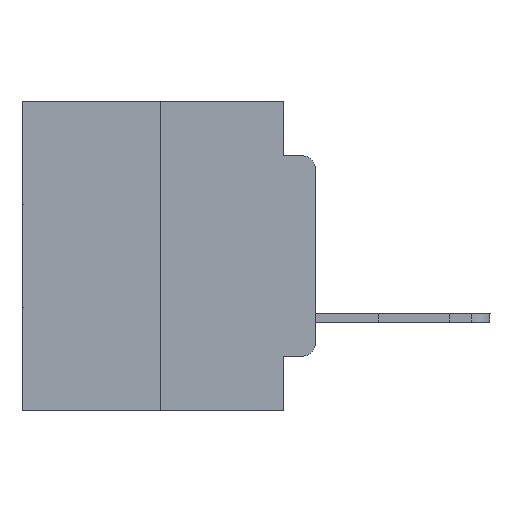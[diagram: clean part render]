
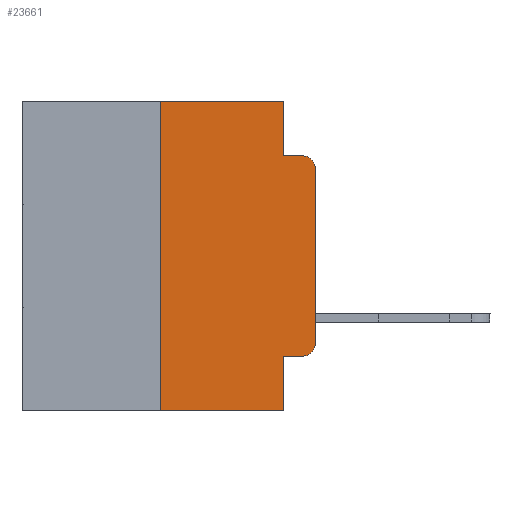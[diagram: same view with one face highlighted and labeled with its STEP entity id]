
A CAD part, left-side view. The second image highlights one B-rep face of the part: STEP entity #23661.
In plain terms, the highlighted planar face has unit normal (-1, 0, 0).
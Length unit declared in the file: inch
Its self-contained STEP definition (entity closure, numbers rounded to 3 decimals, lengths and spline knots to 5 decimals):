
#116 = CARTESIAN_POINT ( 'NONE',  ( 0., 0.473, 0. ) ) ;
#311 = VERTEX_POINT ( 'NONE', #9136 ) ;
#580 = LINE ( 'NONE', #4414, #19534 ) ;
#666 = CARTESIAN_POINT ( 'NONE',  ( 0., 0.25, 0. ) ) ;
#1034 = LINE ( 'NONE', #17775, #4734 ) ;
#1070 = CARTESIAN_POINT ( 'NONE',  ( 0., 0.051, -0.0885 ) ) ;
#1519 = CARTESIAN_POINT ( 'NONE',  ( 0., 0., -0.1085 ) ) ;
#1657 = DIRECTION ( 'NONE',  ( 0., -1., 0. ) ) ;
#1851 = EDGE_CURVE ( 'NONE', #2765, #311, #22058, .T. ) ;
#2081 = CIRCLE ( 'NONE', #5602, 0.02 ) ;
#2546 = ORIENTED_EDGE ( 'NONE', *, *, #18971, .F. ) ;
#2765 = VERTEX_POINT ( 'NONE', #11784 ) ;
#2836 = VERTEX_POINT ( 'NONE', #24169 ) ;
#3301 = CARTESIAN_POINT ( 'NONE',  ( 0., 0.25, -0.5 ) ) ;
#3683 = ORIENTED_EDGE ( 'NONE', *, *, #10911, .F. ) ;
#4094 = PLANE ( 'NONE',  #7065 ) ;
#4414 = CARTESIAN_POINT ( 'NONE',  ( 0., 0.051, 0. ) ) ;
#4673 = EDGE_CURVE ( 'NONE', #2765, #19721, #23434, .T. ) ;
#4734 = VECTOR ( 'NONE', #26207, 39.37008 ) ;
#5047 = CARTESIAN_POINT ( 'NONE',  ( 0., 0.25, 0. ) ) ;
#5214 = VERTEX_POINT ( 'NONE', #1519 ) ;
#5561 = DIRECTION ( 'NONE',  ( 0., -1., 0. ) ) ;
#5602 = AXIS2_PLACEMENT_3D ( 'NONE', #9024, #7221, #25539 ) ;
#5790 = LINE ( 'NONE', #22704, #25369 ) ;
#7065 = AXIS2_PLACEMENT_3D ( 'NONE', #116, #12478, #8492 ) ;
#7221 = DIRECTION ( 'NONE',  ( -1., 0., 0. ) ) ;
#7333 = EDGE_CURVE ( 'NONE', #19489, #10487, #580, .T. ) ;
#7587 = ORIENTED_EDGE ( 'NONE', *, *, #18501, .F. ) ;
#7678 = ORIENTED_EDGE ( 'NONE', *, *, #17680, .T. ) ;
#8265 = AXIS2_PLACEMENT_3D ( 'NONE', #17677, #11389, #15489 ) ;
#8472 = ORIENTED_EDGE ( 'NONE', *, *, #7333, .F. ) ;
#8492 = DIRECTION ( 'NONE',  ( 0., 0., -1. ) ) ;
#9024 = CARTESIAN_POINT ( 'NONE',  ( 0., 0.02, -0.1085 ) ) ;
#9136 = CARTESIAN_POINT ( 'NONE',  ( 0., 0.02, -0.4115 ) ) ;
#9173 = VECTOR ( 'NONE', #5561, 39.37008 ) ;
#9486 = VECTOR ( 'NONE', #18567, 39.37008 ) ;
#9790 = ORIENTED_EDGE ( 'NONE', *, *, #1851, .T. ) ;
#9796 = VECTOR ( 'NONE', #19826, 39.37008 ) ;
#9809 = CARTESIAN_POINT ( 'NONE',  ( 0., 0., 0. ) ) ;
#9966 = VECTOR ( 'NONE', #11383, 39.37008 ) ;
#10487 = VERTEX_POINT ( 'NONE', #1070 ) ;
#10911 = EDGE_CURVE ( 'NONE', #14309, #19489, #1034, .T. ) ;
#11383 = DIRECTION ( 'NONE',  ( 0., 0., 1. ) ) ;
#11389 = DIRECTION ( 'NONE',  ( -1., 0., 0. ) ) ;
#11737 = CARTESIAN_POINT ( 'NONE',  ( 0., 0., -0.3915 ) ) ;
#11784 = CARTESIAN_POINT ( 'NONE',  ( 0., 0.051, -0.4115 ) ) ;
#12335 = ORIENTED_EDGE ( 'NONE', *, *, #4673, .F. ) ;
#12371 = CARTESIAN_POINT ( 'NONE',  ( 0., 0.051, 0. ) ) ;
#12478 = DIRECTION ( 'NONE',  ( 1., 0., 0. ) ) ;
#12850 = EDGE_LOOP ( 'NONE', ( #7678, #21254, #2546, #8472, #3683, #7587, #20328, #12335, #9790, #21256 ) ) ;
#13872 = VERTEX_POINT ( 'NONE', #11737 ) ;
#14055 = LINE ( 'NONE', #9809, #9486 ) ;
#14075 = CARTESIAN_POINT ( 'NONE',  ( 0., 0.051, -0.4115 ) ) ;
#14309 = VERTEX_POINT ( 'NONE', #5047 ) ;
#14366 = VECTOR ( 'NONE', #23608, 39.37008 ) ;
#15130 = DIRECTION ( 'NONE',  ( 0., 0., -1. ) ) ;
#15489 = DIRECTION ( 'NONE',  ( 0., 0., -1. ) ) ;
#17497 = LINE ( 'NONE', #25672, #14366 ) ;
#17677 = CARTESIAN_POINT ( 'NONE',  ( 0., 0.02, -0.3915 ) ) ;
#17680 = EDGE_CURVE ( 'NONE', #13872, #5214, #14055, .T. ) ;
#17775 = CARTESIAN_POINT ( 'NONE',  ( 0., 0.473, 0. ) ) ;
#17815 = CARTESIAN_POINT ( 'NONE',  ( 0., 0.051, -0.5 ) ) ;
#18501 = EDGE_CURVE ( 'NONE', #26290, #14309, #26106, .T. ) ;
#18567 = DIRECTION ( 'NONE',  ( 0., 0., 1. ) ) ;
#18971 = EDGE_CURVE ( 'NONE', #10487, #2836, #17497, .T. ) ;
#18976 = EDGE_CURVE ( 'NONE', #5214, #2836, #2081, .T. ) ;
#19475 = EDGE_CURVE ( 'NONE', #26290, #19721, #5790, .T. ) ;
#19489 = VERTEX_POINT ( 'NONE', #12371 ) ;
#19534 = VECTOR ( 'NONE', #15130, 39.37008 ) ;
#19721 = VERTEX_POINT ( 'NONE', #17815 ) ;
#19779 = EDGE_CURVE ( 'NONE', #311, #13872, #21438, .T. ) ;
#19826 = DIRECTION ( 'NONE',  ( 0., 0., -1. ) ) ;
#20328 = ORIENTED_EDGE ( 'NONE', *, *, #19475, .T. ) ;
#21254 = ORIENTED_EDGE ( 'NONE', *, *, #18976, .T. ) ;
#21256 = ORIENTED_EDGE ( 'NONE', *, *, #19779, .T. ) ;
#21438 = CIRCLE ( 'NONE', #8265, 0.02 ) ;
#22058 = LINE ( 'NONE', #14075, #9173 ) ;
#22704 = CARTESIAN_POINT ( 'NONE',  ( 0., 0.473, -0.5 ) ) ;
#22950 = FACE_OUTER_BOUND ( 'NONE', #12850, .T. ) ;
#23434 = LINE ( 'NONE', #23706, #9796 ) ;
#23608 = DIRECTION ( 'NONE',  ( 0., -1., 0. ) ) ;
#23661 = ADVANCED_FACE ( 'NONE', ( #22950 ), #4094, .F. ) ;
#23706 = CARTESIAN_POINT ( 'NONE',  ( 0., 0.051, 0. ) ) ;
#24169 = CARTESIAN_POINT ( 'NONE',  ( 0., 0.02, -0.0885 ) ) ;
#25369 = VECTOR ( 'NONE', #1657, 39.37008 ) ;
#25539 = DIRECTION ( 'NONE',  ( 0., 0., -1. ) ) ;
#25672 = CARTESIAN_POINT ( 'NONE',  ( 0., 0.051, -0.0885 ) ) ;
#26106 = LINE ( 'NONE', #666, #9966 ) ;
#26207 = DIRECTION ( 'NONE',  ( 0., -1., 0. ) ) ;
#26290 = VERTEX_POINT ( 'NONE', #3301 ) ;
